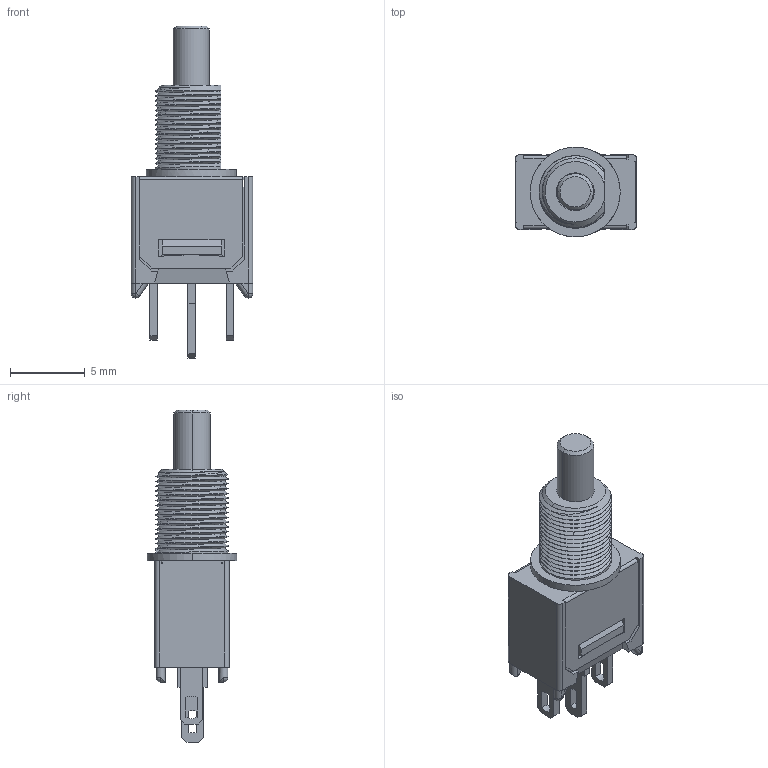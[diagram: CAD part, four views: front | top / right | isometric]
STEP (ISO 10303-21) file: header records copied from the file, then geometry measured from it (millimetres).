
FILE_DESCRIPTION(('STEP AP214'),'1');
FILE_NAME('zp32s0101.stp','2020-09-11T12:32:05',('TraceParts'),('TraceParts S.A.'),'Spatial InterOp 3D',' ',' ');
FILE_SCHEMA(('AUTOMOTIVE_DESIGN { 1 0 10303 214 1 1 1 1 }'));
Length unit declared in the file: millimetre
Products named in the file (1): zp32s0101
Bounding box: 8.1 x 6 x 22.15 mm (x, y, z)
Volume: 271.7 mm3; surface area: 891.4 mm2
Topology: 1 solids, 1 shells, 338 faces, 940 edges, 609 vertices
Faces by surface type: plane 206, cylinder 78, bspline 40, sphere 8, cone 6
Entity records: 17497 total; most frequent: CARTESIAN_POINT 9168, ORIENTED_EDGE 1880, DIRECTION 1477, EDGE_CURVE 940, LINE 655, VECTOR 655, VERTEX_POINT 609, AXIS2_PLACEMENT_3D 411
